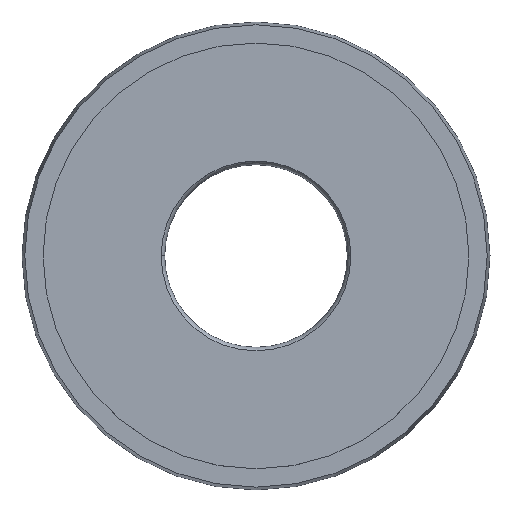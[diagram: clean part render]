
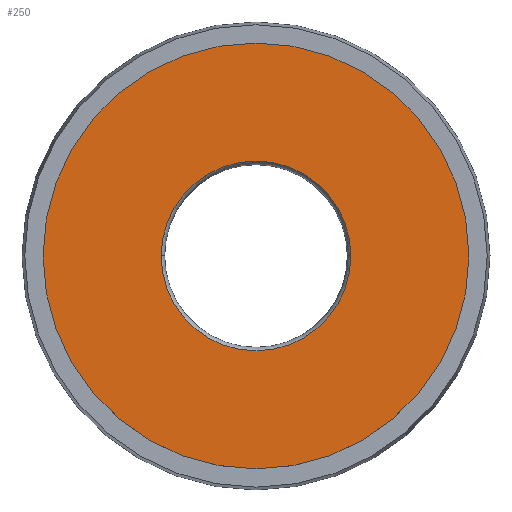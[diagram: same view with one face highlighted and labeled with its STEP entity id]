
A CAD part, top view. The second image highlights one B-rep face of the part: STEP entity #250.
In plain terms, the highlighted planar face has unit normal (0, 0, 1).
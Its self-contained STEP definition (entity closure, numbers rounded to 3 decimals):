
#4 = ORIENTED_EDGE ( 'NONE', *, *, #66, .T. ) ;
#20 = ORIENTED_EDGE ( 'NONE', *, *, #31, .F. ) ;
#31 = EDGE_CURVE ( 'NONE', #529, #264, #641, .T. ) ;
#56 = FACE_OUTER_BOUND ( 'NONE', #507, .T. ) ;
#66 = EDGE_CURVE ( 'NONE', #336, #447, #534, .T. ) ;
#74 = AXIS2_PLACEMENT_3D ( 'NONE', #313, #309, #514 ) ;
#91 = ORIENTED_EDGE ( 'NONE', *, *, #511, .T. ) ;
#94 = EDGE_CURVE ( 'NONE', #264, #529, #112, .T. ) ;
#111 = DIRECTION ( 'NONE',  ( 0., 0., 1. ) ) ;
#112 = CIRCLE ( 'NONE', #260, 6.75 ) ;
#133 = ORIENTED_EDGE ( 'NONE', *, *, #94, .F. ) ;
#136 = CIRCLE ( 'NONE', #384, 15.15 ) ;
#137 = DIRECTION ( 'NONE',  ( 1., 0., 0. ) ) ;
#165 = CARTESIAN_POINT ( 'NONE',  ( -15.15, 0., 0. ) ) ;
#194 = CARTESIAN_POINT ( 'NONE',  ( 0., 0., 0. ) ) ;
#196 = AXIS2_PLACEMENT_3D ( 'NONE', #194, #391, #593 ) ;
#205 = CARTESIAN_POINT ( 'NONE',  ( 6.75, 0., 0. ) ) ;
#250 = ADVANCED_FACE ( 'NONE', ( #273, #56 ), #502, .F. ) ;
#260 = AXIS2_PLACEMENT_3D ( 'NONE', #390, #484, #437 ) ;
#261 = CARTESIAN_POINT ( 'NONE',  ( -6.75, 0., 0. ) ) ;
#264 = VERTEX_POINT ( 'NONE', #205 ) ;
#273 = FACE_BOUND ( 'NONE', #375, .T. ) ;
#305 = CARTESIAN_POINT ( 'NONE',  ( 0., 0., 0. ) ) ;
#309 = DIRECTION ( 'NONE',  ( 0., 0., -1. ) ) ;
#313 = CARTESIAN_POINT ( 'NONE',  ( 0., 0., 0. ) ) ;
#327 = AXIS2_PLACEMENT_3D ( 'NONE', #485, #591, #137 ) ;
#333 = CARTESIAN_POINT ( 'NONE',  ( 15.15, 0., 0. ) ) ;
#336 = VERTEX_POINT ( 'NONE', #165 ) ;
#375 = EDGE_LOOP ( 'NONE', ( #133, #20 ) ) ;
#384 = AXIS2_PLACEMENT_3D ( 'NONE', #305, #111, #559 ) ;
#390 = CARTESIAN_POINT ( 'NONE',  ( 0., 0., 0. ) ) ;
#391 = DIRECTION ( 'NONE',  ( 0., 0., 1. ) ) ;
#437 = DIRECTION ( 'NONE',  ( 1., 0., 0. ) ) ;
#447 = VERTEX_POINT ( 'NONE', #333 ) ;
#484 = DIRECTION ( 'NONE',  ( 0., 0., 1. ) ) ;
#485 = CARTESIAN_POINT ( 'NONE',  ( 0., 0., 0. ) ) ;
#502 = PLANE ( 'NONE',  #74 ) ;
#507 = EDGE_LOOP ( 'NONE', ( #91, #4 ) ) ;
#511 = EDGE_CURVE ( 'NONE', #447, #336, #136, .T. ) ;
#514 = DIRECTION ( 'NONE',  ( -1., 0., 0. ) ) ;
#529 = VERTEX_POINT ( 'NONE', #261 ) ;
#534 = CIRCLE ( 'NONE', #327, 15.15 ) ;
#559 = DIRECTION ( 'NONE',  ( 1., 0., 0. ) ) ;
#591 = DIRECTION ( 'NONE',  ( 0., 0., 1. ) ) ;
#593 = DIRECTION ( 'NONE',  ( 1., 0., 0. ) ) ;
#641 = CIRCLE ( 'NONE', #196, 6.75 ) ;
